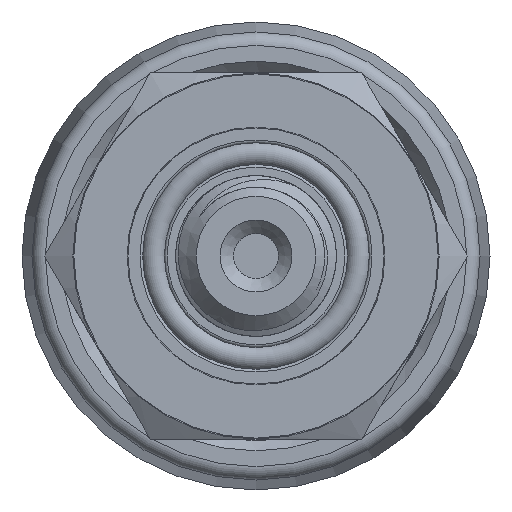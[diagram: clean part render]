
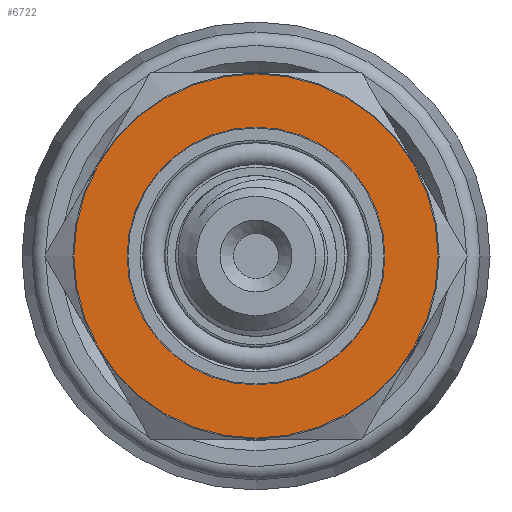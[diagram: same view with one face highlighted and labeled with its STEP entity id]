
A CAD part, left-side view. The second image highlights one B-rep face of the part: STEP entity #6722.
In plain terms, the highlighted planar face has unit normal (-1, 0, 0).
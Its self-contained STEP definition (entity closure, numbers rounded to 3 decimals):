
#109=PLANE('',#7058);
#379=FACE_BOUND('',#1167,.T.);
#766=FACE_OUTER_BOUND('',#1166,.T.);
#1166=EDGE_LOOP('',(#6162));
#1167=EDGE_LOOP('',(#6163));
#1336=CIRCLE('',#7059,13.425);
#1337=CIRCLE('',#7060,9.5);
#3210=VERTEX_POINT('',#25034);
#3211=VERTEX_POINT('',#25036);
#4209=EDGE_CURVE('',#3210,#3210,#1336,.T.);
#4210=EDGE_CURVE('',#3211,#3211,#1337,.T.);
#6162=ORIENTED_EDGE('',*,*,#4209,.F.);
#6163=ORIENTED_EDGE('',*,*,#4210,.T.);
#6722=ADVANCED_FACE('',(#766,#379),#109,.F.);
#7058=AXIS2_PLACEMENT_3D('',#25033,#8024,#8025);
#7059=AXIS2_PLACEMENT_3D('',#25035,#8026,#8027);
#7060=AXIS2_PLACEMENT_3D('',#25037,#8028,#8029);
#8024=DIRECTION('center_axis',(1.,0.,0.));
#8025=DIRECTION('ref_axis',(0.,0.,-1.));
#8026=DIRECTION('center_axis',(1.,0.,0.));
#8027=DIRECTION('ref_axis',(0.,1.,0.));
#8028=DIRECTION('center_axis',(1.,0.,0.));
#8029=DIRECTION('ref_axis',(0.,0.,-1.));
#25033=CARTESIAN_POINT('Origin',(-48.,9.5,0.));
#25034=CARTESIAN_POINT('',(-48.,-13.425,0.));
#25035=CARTESIAN_POINT('Origin',(-48.,0.,0.));
#25036=CARTESIAN_POINT('',(-48.,-9.5,0.));
#25037=CARTESIAN_POINT('Origin',(-48.,0.,0.));
